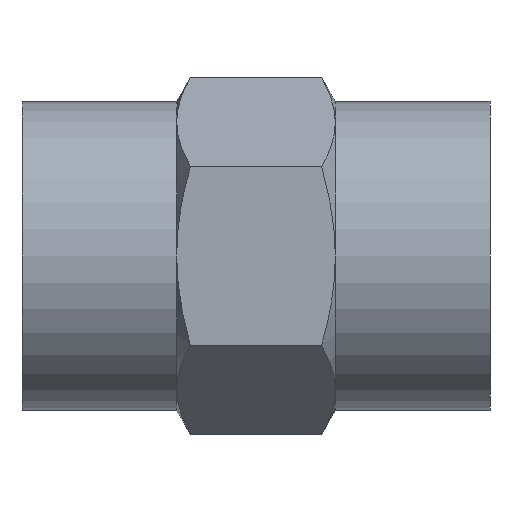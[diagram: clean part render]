
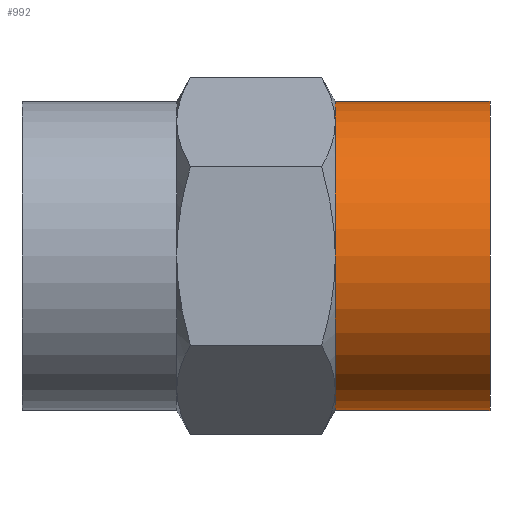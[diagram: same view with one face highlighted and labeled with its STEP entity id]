
A CAD part, front view. The second image highlights one B-rep face of the part: STEP entity #992.
In plain terms, the highlighted cylindrical face has radius 6.35 mm (diameter 12.7 mm), a full revolution.
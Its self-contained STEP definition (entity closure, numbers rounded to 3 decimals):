
#45=CYLINDRICAL_SURFACE('',#1056,6.35);
#96=FACE_OUTER_BOUND('',#154,.T.);
#154=EDGE_LOOP('',(#776,#777,#778,#779,#780,#781,#782,#783,#784));
#184=CIRCLE('',#1033,6.35);
#190=CIRCLE('',#1057,6.35);
#191=CIRCLE('',#1058,6.35);
#192=CIRCLE('',#1059,6.35);
#193=CIRCLE('',#1060,6.35);
#194=CIRCLE('',#1061,6.35);
#195=CIRCLE('',#1062,6.35);
#306=LINE('',#5787,#337);
#337=VECTOR('',#1198,6.35);
#380=VERTEX_POINT('',#2557);
#419=VERTEX_POINT('',#5780);
#420=VERTEX_POINT('',#5781);
#421=VERTEX_POINT('',#5783);
#422=VERTEX_POINT('',#5785);
#423=VERTEX_POINT('',#5788);
#424=VERTEX_POINT('',#5790);
#492=EDGE_CURVE('',#380,#380,#184,.T.);
#551=EDGE_CURVE('',#419,#420,#190,.T.);
#552=EDGE_CURVE('',#420,#421,#191,.T.);
#553=EDGE_CURVE('',#421,#422,#192,.T.);
#554=EDGE_CURVE('',#422,#380,#306,.T.);
#555=EDGE_CURVE('',#422,#423,#193,.T.);
#556=EDGE_CURVE('',#423,#424,#194,.T.);
#557=EDGE_CURVE('',#424,#419,#195,.T.);
#776=ORIENTED_EDGE('',*,*,#551,.T.);
#777=ORIENTED_EDGE('',*,*,#552,.T.);
#778=ORIENTED_EDGE('',*,*,#553,.T.);
#779=ORIENTED_EDGE('',*,*,#554,.T.);
#780=ORIENTED_EDGE('',*,*,#492,.F.);
#781=ORIENTED_EDGE('',*,*,#554,.F.);
#782=ORIENTED_EDGE('',*,*,#555,.T.);
#783=ORIENTED_EDGE('',*,*,#556,.T.);
#784=ORIENTED_EDGE('',*,*,#557,.T.);
#992=ADVANCED_FACE('',(#96),#45,.T.);
#1033=AXIS2_PLACEMENT_3D('',#2558,#1130,#1131);
#1056=AXIS2_PLACEMENT_3D('',#5779,#1190,#1191);
#1057=AXIS2_PLACEMENT_3D('',#5782,#1192,#1193);
#1058=AXIS2_PLACEMENT_3D('',#5784,#1194,#1195);
#1059=AXIS2_PLACEMENT_3D('',#5786,#1196,#1197);
#1060=AXIS2_PLACEMENT_3D('',#5789,#1199,#1200);
#1061=AXIS2_PLACEMENT_3D('',#5791,#1201,#1202);
#1062=AXIS2_PLACEMENT_3D('',#5792,#1203,#1204);
#1130=DIRECTION('center_axis',(1.,0.,0.));
#1131=DIRECTION('ref_axis',(0.,1.,0.));
#1190=DIRECTION('center_axis',(-1.,0.,0.));
#1191=DIRECTION('ref_axis',(0.,-1.,0.));
#1192=DIRECTION('center_axis',(1.,0.,0.));
#1193=DIRECTION('ref_axis',(0.,1.,0.));
#1194=DIRECTION('center_axis',(1.,0.,0.));
#1195=DIRECTION('ref_axis',(0.,1.,0.));
#1196=DIRECTION('center_axis',(1.,0.,0.));
#1197=DIRECTION('ref_axis',(0.,1.,0.));
#1198=DIRECTION('',(1.,0.,0.));
#1199=DIRECTION('center_axis',(1.,0.,0.));
#1200=DIRECTION('ref_axis',(0.,1.,0.));
#1201=DIRECTION('center_axis',(1.,0.,0.));
#1202=DIRECTION('ref_axis',(0.,1.,0.));
#1203=DIRECTION('center_axis',(1.,0.,0.));
#1204=DIRECTION('ref_axis',(0.,1.,0.));
#2557=CARTESIAN_POINT('',(9.617,6.35,7.332));
#2558=CARTESIAN_POINT('Origin',(9.617,0.,7.332));
#5779=CARTESIAN_POINT('Origin',(9.417,0.,7.332));
#5780=CARTESIAN_POINT('',(3.26,-6.35,7.332));
#5781=CARTESIAN_POINT('',(3.26,-3.175,1.833));
#5782=CARTESIAN_POINT('Origin',(3.26,0.,7.332));
#5783=CARTESIAN_POINT('',(3.26,3.175,1.833));
#5784=CARTESIAN_POINT('Origin',(3.26,0.,7.332));
#5785=CARTESIAN_POINT('',(3.26,6.35,7.332));
#5786=CARTESIAN_POINT('Origin',(3.26,0.,7.332));
#5787=CARTESIAN_POINT('',(9.417,6.35,7.332));
#5788=CARTESIAN_POINT('',(3.26,3.175,12.832));
#5789=CARTESIAN_POINT('Origin',(3.26,0.,7.332));
#5790=CARTESIAN_POINT('',(3.26,-3.175,12.832));
#5791=CARTESIAN_POINT('Origin',(3.26,0.,7.332));
#5792=CARTESIAN_POINT('Origin',(3.26,0.,7.332));
